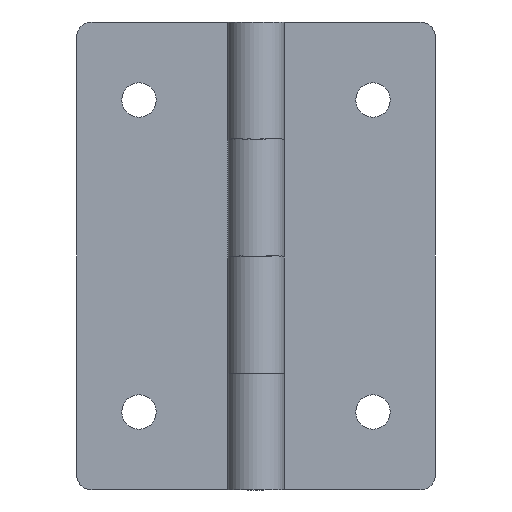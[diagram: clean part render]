
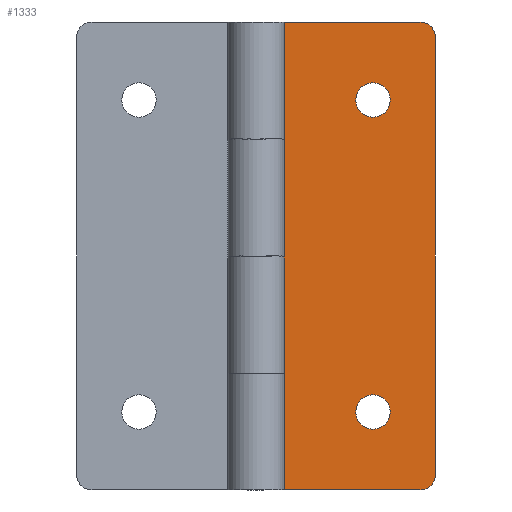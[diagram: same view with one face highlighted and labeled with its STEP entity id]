
A CAD part, front view. The second image highlights one B-rep face of the part: STEP entity #1333.
In plain terms, the highlighted free-form (B-spline) face has degree [1, 1] with [2, 2] control points.
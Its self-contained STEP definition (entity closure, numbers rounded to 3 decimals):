
#313=CARTESIAN_POINT('',(7.5,4.2,26.1));
#314=VERTEX_POINT('',#313);
#315=CARTESIAN_POINT('',(6.403,4.2,25.086));
#316=VERTEX_POINT('',#315);
#317=CARTESIAN_POINT('',(7.5,4.2,26.1));
#318=CARTESIAN_POINT('',(6.483,4.2,26.1));
#319=CARTESIAN_POINT('',(6.403,4.2,25.086));
#327=(BOUNDED_CURVE()B_SPLINE_CURVE(2,(#317,#318,#319),.UNSPECIFIED.,.F.,.U.)B_SPLINE_CURVE_WITH_KNOTS((3,3),(0.0,0.236),.UNSPECIFIED.)CURVE()GEOMETRIC_REPRESENTATION_ITEM()RATIONAL_B_SPLINE_CURVE((1.0,0.723,0.97))REPRESENTATION_ITEM(''));
#328=EDGE_CURVE('',#314,#316,#327,.T.);
#369=CARTESIAN_POINT('',(8.597,4.2,24.914));
#370=VERTEX_POINT('',#369);
#376=CARTESIAN_POINT('',(8.597,4.2,24.914));
#377=CARTESIAN_POINT('',(8.6,4.2,24.957));
#378=CARTESIAN_POINT('',(8.6,4.2,25.0));
#379=CARTESIAN_POINT('',(8.6,4.2,26.1));
#380=CARTESIAN_POINT('',(7.5,4.2,26.1));
#388=(BOUNDED_CURVE()B_SPLINE_CURVE(2,(#376,#377,#378,#379,#380),.UNSPECIFIED.,.F.,.U.)B_SPLINE_CURVE_WITH_KNOTS((3,2,3),(0.736,0.75,1.0),.UNSPECIFIED.)CURVE()GEOMETRIC_REPRESENTATION_ITEM()RATIONAL_B_SPLINE_CURVE((0.97,0.984,1.0,0.707,1.0))REPRESENTATION_ITEM(''));
#389=EDGE_CURVE('',#370,#314,#388,.T.);
#412=CARTESIAN_POINT('',(7.5,4.2,23.9));
#413=VERTEX_POINT('',#412);
#414=CARTESIAN_POINT('',(6.403,4.2,25.086));
#415=CARTESIAN_POINT('',(6.4,4.2,25.043));
#416=CARTESIAN_POINT('',(6.4,4.2,25.0));
#417=CARTESIAN_POINT('',(6.4,4.2,23.9));
#418=CARTESIAN_POINT('',(7.5,4.2,23.9));
#426=(BOUNDED_CURVE()B_SPLINE_CURVE(2,(#414,#415,#416,#417,#418),.UNSPECIFIED.,.F.,.U.)B_SPLINE_CURVE_WITH_KNOTS((3,2,3),(0.236,0.25,0.5),.UNSPECIFIED.)CURVE()GEOMETRIC_REPRESENTATION_ITEM()RATIONAL_B_SPLINE_CURVE((0.97,0.984,1.0,0.707,1.0))REPRESENTATION_ITEM(''));
#427=EDGE_CURVE('',#316,#413,#426,.T.);
#429=CARTESIAN_POINT('',(7.5,4.2,23.9));
#430=CARTESIAN_POINT('',(8.517,4.2,23.9));
#431=CARTESIAN_POINT('',(8.597,4.2,24.914));
#439=(BOUNDED_CURVE()B_SPLINE_CURVE(2,(#429,#430,#431),.UNSPECIFIED.,.F.,.U.)B_SPLINE_CURVE_WITH_KNOTS((3,3),(0.5,0.736),.UNSPECIFIED.)CURVE()GEOMETRIC_REPRESENTATION_ITEM()RATIONAL_B_SPLINE_CURVE((1.0,0.723,0.97))REPRESENTATION_ITEM(''));
#440=EDGE_CURVE('',#413,#370,#439,.T.);
#495=CARTESIAN_POINT('',(7.5,4.2,6.1));
#496=VERTEX_POINT('',#495);
#497=CARTESIAN_POINT('',(6.403,4.2,5.086));
#498=VERTEX_POINT('',#497);
#499=CARTESIAN_POINT('',(7.5,4.2,6.1));
#500=CARTESIAN_POINT('',(6.483,4.2,6.1));
#501=CARTESIAN_POINT('',(6.403,4.2,5.086));
#509=(BOUNDED_CURVE()B_SPLINE_CURVE(2,(#499,#500,#501),.UNSPECIFIED.,.F.,.U.)B_SPLINE_CURVE_WITH_KNOTS((3,3),(0.0,0.236),.UNSPECIFIED.)CURVE()GEOMETRIC_REPRESENTATION_ITEM()RATIONAL_B_SPLINE_CURVE((1.0,0.723,0.97))REPRESENTATION_ITEM(''));
#510=EDGE_CURVE('',#496,#498,#509,.T.);
#551=CARTESIAN_POINT('',(8.597,4.2,4.914));
#552=VERTEX_POINT('',#551);
#558=CARTESIAN_POINT('',(8.597,4.2,4.914));
#559=CARTESIAN_POINT('',(8.6,4.2,4.957));
#560=CARTESIAN_POINT('',(8.6,4.2,5.));
#561=CARTESIAN_POINT('',(8.6,4.2,6.1));
#562=CARTESIAN_POINT('',(7.5,4.2,6.1));
#570=(BOUNDED_CURVE()B_SPLINE_CURVE(2,(#558,#559,#560,#561,#562),.UNSPECIFIED.,.F.,.U.)B_SPLINE_CURVE_WITH_KNOTS((3,2,3),(0.736,0.75,1.0),.UNSPECIFIED.)CURVE()GEOMETRIC_REPRESENTATION_ITEM()RATIONAL_B_SPLINE_CURVE((0.97,0.984,1.0,0.707,1.0))REPRESENTATION_ITEM(''));
#571=EDGE_CURVE('',#552,#496,#570,.T.);
#594=CARTESIAN_POINT('',(7.5,4.2,3.9));
#595=VERTEX_POINT('',#594);
#596=CARTESIAN_POINT('',(6.403,4.2,5.086));
#597=CARTESIAN_POINT('',(6.4,4.2,5.043));
#598=CARTESIAN_POINT('',(6.4,4.2,5.));
#599=CARTESIAN_POINT('',(6.4,4.2,3.9));
#600=CARTESIAN_POINT('',(7.5,4.2,3.9));
#608=(BOUNDED_CURVE()B_SPLINE_CURVE(2,(#596,#597,#598,#599,#600),.UNSPECIFIED.,.F.,.U.)B_SPLINE_CURVE_WITH_KNOTS((3,2,3),(0.236,0.25,0.5),.UNSPECIFIED.)CURVE()GEOMETRIC_REPRESENTATION_ITEM()RATIONAL_B_SPLINE_CURVE((0.97,0.984,1.0,0.707,1.0))REPRESENTATION_ITEM(''));
#609=EDGE_CURVE('',#498,#595,#608,.T.);
#611=CARTESIAN_POINT('',(7.5,4.2,3.9));
#612=CARTESIAN_POINT('',(8.517,4.2,3.9));
#613=CARTESIAN_POINT('',(8.597,4.2,4.914));
#621=(BOUNDED_CURVE()B_SPLINE_CURVE(2,(#611,#612,#613),.UNSPECIFIED.,.F.,.U.)B_SPLINE_CURVE_WITH_KNOTS((3,3),(0.5,0.736),.UNSPECIFIED.)CURVE()GEOMETRIC_REPRESENTATION_ITEM()RATIONAL_B_SPLINE_CURVE((1.0,0.723,0.97))REPRESENTATION_ITEM(''));
#622=EDGE_CURVE('',#595,#552,#621,.T.);
#754=CARTESIAN_POINT('',(0.4,4.2,15.0));
#755=VERTEX_POINT('',#754);
#774=CARTESIAN_POINT('',(0.4,4.2,22.5));
#775=VERTEX_POINT('',#774);
#891=CARTESIAN_POINT('',(0.4,4.2,22.5));
#892=CARTESIAN_POINT('',(0.4,4.2,15.0));
#893=QUASI_UNIFORM_CURVE('',1,(#891,#892),.UNSPECIFIED.,.F.,.U.);
#894=EDGE_CURVE('',#775,#755,#893,.T.);
#904=CARTESIAN_POINT('',(0.4,4.2,7.5));
#905=VERTEX_POINT('',#904);
#1022=CARTESIAN_POINT('',(0.4,4.2,0.0));
#1023=VERTEX_POINT('',#1022);
#1029=CARTESIAN_POINT('',(0.4,4.2,7.5));
#1030=CARTESIAN_POINT('',(0.4,4.2,0.0));
#1031=QUASI_UNIFORM_CURVE('',1,(#1029,#1030),.UNSPECIFIED.,.F.,.U.);
#1032=EDGE_CURVE('',#905,#1023,#1031,.T.);
#1068=CARTESIAN_POINT('',(10.5,4.2,30.0));
#1069=VERTEX_POINT('',#1068);
#1075=CARTESIAN_POINT('',(11.5,4.2,29.0));
#1076=VERTEX_POINT('',#1075);
#1077=CARTESIAN_POINT('',(11.5,4.2,29.0));
#1078=CARTESIAN_POINT('',(11.5,4.2,30.));
#1079=CARTESIAN_POINT('',(10.5,4.2,30.0));
#1087=(BOUNDED_CURVE()B_SPLINE_CURVE(2,(#1077,#1078,#1079),.UNSPECIFIED.,.F.,.U.)CURVE()GEOMETRIC_REPRESENTATION_ITEM()QUASI_UNIFORM_CURVE()RATIONAL_B_SPLINE_CURVE((1.0,0.707,1.0))REPRESENTATION_ITEM(''));
#1088=EDGE_CURVE('',#1076,#1069,#1087,.T.);
#1129=CARTESIAN_POINT('',(11.5,4.2,1.0));
#1130=VERTEX_POINT('',#1129);
#1136=CARTESIAN_POINT('',(10.5,4.2,0.0));
#1137=VERTEX_POINT('',#1136);
#1138=CARTESIAN_POINT('',(10.5,4.2,0.0));
#1139=CARTESIAN_POINT('',(11.5,4.2,0.0));
#1140=CARTESIAN_POINT('',(11.5,4.2,1.0));
#1148=(BOUNDED_CURVE()B_SPLINE_CURVE(2,(#1138,#1139,#1140),.UNSPECIFIED.,.F.,.U.)CURVE()GEOMETRIC_REPRESENTATION_ITEM()QUASI_UNIFORM_CURVE()RATIONAL_B_SPLINE_CURVE((1.0,0.707,1.0))REPRESENTATION_ITEM(''));
#1149=EDGE_CURVE('',#1137,#1130,#1148,.T.);
#1164=CARTESIAN_POINT('',(0.4,4.2,30.0));
#1165=VERTEX_POINT('',#1164);
#1166=CARTESIAN_POINT('',(10.5,4.2,30.0));
#1167=CARTESIAN_POINT('',(0.4,4.2,30.0));
#1168=QUASI_UNIFORM_CURVE('',1,(#1166,#1167),.UNSPECIFIED.,.F.,.U.);
#1169=EDGE_CURVE('',#1069,#1165,#1168,.T.);
#1278=CARTESIAN_POINT('',(11.5,4.2,29.0));
#1279=CARTESIAN_POINT('',(11.5,4.2,1.0));
#1280=QUASI_UNIFORM_CURVE('',1,(#1278,#1279),.UNSPECIFIED.,.F.,.U.);
#1281=EDGE_CURVE('',#1076,#1130,#1280,.T.);
#1293=CARTESIAN_POINT('',(-0.154,4.2,31.498));
#1294=CARTESIAN_POINT('',(-0.154,4.2,-1.499));
#1295=CARTESIAN_POINT('',(12.054,4.2,31.498));
#1296=CARTESIAN_POINT('',(12.054,4.2,-1.499));
#1297=B_SPLINE_SURFACE_WITH_KNOTS('',1,1,((#1293,#1295),(#1294,#1296)),.UNSPECIFIED.,.F.,.F.,.U.,(2,2),(2,2),(0.0,32.997),(0.0,12.209),.UNSPECIFIED.);
#1298=CARTESIAN_POINT('',(10.5,4.2,0.0));
#1299=CARTESIAN_POINT('',(0.4,4.2,0.0));
#1300=QUASI_UNIFORM_CURVE('',1,(#1298,#1299),.UNSPECIFIED.,.F.,.U.);
#1301=EDGE_CURVE('',#1137,#1023,#1300,.T.);
#1302=ORIENTED_EDGE('',*,*,#1301,.F.);
#1303=ORIENTED_EDGE('',*,*,#1149,.T.);
#1304=ORIENTED_EDGE('',*,*,#1281,.F.);
#1305=ORIENTED_EDGE('',*,*,#1088,.T.);
#1306=ORIENTED_EDGE('',*,*,#1169,.T.);
#1307=CARTESIAN_POINT('',(0.4,4.2,30.0));
#1308=CARTESIAN_POINT('',(0.4,4.2,22.5));
#1309=QUASI_UNIFORM_CURVE('',1,(#1307,#1308),.UNSPECIFIED.,.F.,.U.);
#1310=EDGE_CURVE('',#1165,#775,#1309,.T.);
#1311=ORIENTED_EDGE('',*,*,#1310,.T.);
#1312=ORIENTED_EDGE('',*,*,#894,.T.);
#1313=CARTESIAN_POINT('',(0.4,4.2,15.0));
#1314=CARTESIAN_POINT('',(0.4,4.2,7.5));
#1315=QUASI_UNIFORM_CURVE('',1,(#1313,#1314),.UNSPECIFIED.,.F.,.U.);
#1316=EDGE_CURVE('',#755,#905,#1315,.T.);
#1317=ORIENTED_EDGE('',*,*,#1316,.T.);
#1318=ORIENTED_EDGE('',*,*,#1032,.T.);
#1319=EDGE_LOOP('',(#1302,#1303,#1304,#1305,#1306,#1311,#1312,#1317,#1318));
#1320=FACE_OUTER_BOUND('',#1319,.T.);
#1321=ORIENTED_EDGE('',*,*,#622,.F.);
#1322=ORIENTED_EDGE('',*,*,#609,.F.);
#1323=ORIENTED_EDGE('',*,*,#510,.F.);
#1324=ORIENTED_EDGE('',*,*,#571,.F.);
#1325=EDGE_LOOP('',(#1321,#1322,#1323,#1324));
#1326=FACE_BOUND('',#1325,.T.);
#1327=ORIENTED_EDGE('',*,*,#440,.F.);
#1328=ORIENTED_EDGE('',*,*,#427,.F.);
#1329=ORIENTED_EDGE('',*,*,#328,.F.);
#1330=ORIENTED_EDGE('',*,*,#389,.F.);
#1331=EDGE_LOOP('',(#1327,#1328,#1329,#1330));
#1332=FACE_BOUND('',#1331,.T.);
#1333=ADVANCED_FACE('',(#1320,#1326,#1332),#1297,.T.);
